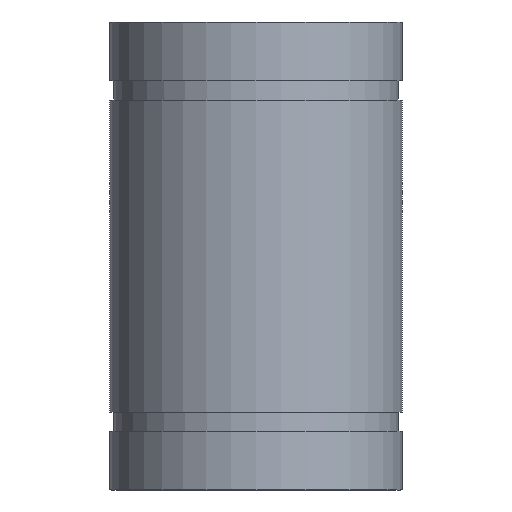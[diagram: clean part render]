
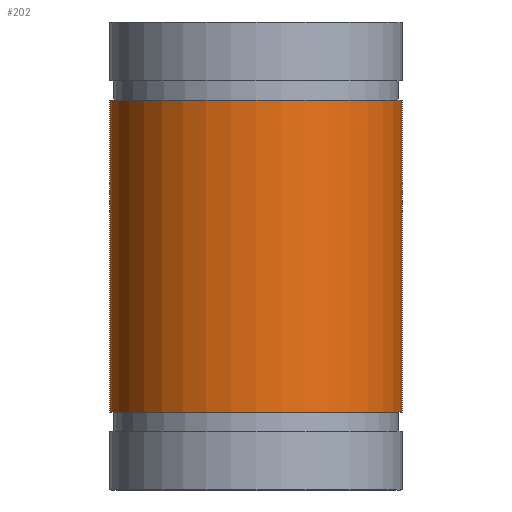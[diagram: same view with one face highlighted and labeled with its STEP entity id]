
A CAD part, front view. The second image highlights one B-rep face of the part: STEP entity #202.
In plain terms, the highlighted cylindrical face has radius 7.5 mm (diameter 15 mm), a partial arc.
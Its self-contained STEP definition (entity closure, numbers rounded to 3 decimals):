
#31 = CARTESIAN_POINT ( 'NONE',  ( 7.5, 0., 20. ) ) ;
#33 = CARTESIAN_POINT ( 'NONE',  ( 7.5, 0., 4. ) ) ;
#121 = DIRECTION ( 'NONE',  ( 0., 0., -1. ) ) ;
#126 = DIRECTION ( 'NONE',  ( 0., 0., -1. ) ) ;
#134 = FACE_OUTER_BOUND ( 'NONE', #1074, .T. ) ;
#146 = LINE ( 'NONE', #859, #208 ) ;
#172 = EDGE_CURVE ( 'NONE', #842, #199, #260, .T. ) ;
#190 = ORIENTED_EDGE ( 'NONE', *, *, #382, .F. ) ;
#199 = VERTEX_POINT ( 'NONE', #1128 ) ;
#202 = ADVANCED_FACE ( 'NONE', ( #134 ), #684, .T. ) ;
#208 = VECTOR ( 'NONE', #951, 1000. ) ;
#209 = DIRECTION ( 'NONE',  ( -1., 0., 0. ) ) ;
#213 = DIRECTION ( 'NONE',  ( -1., 0., 0. ) ) ;
#260 = CIRCLE ( 'NONE', #1145, 7.5 ) ;
#272 = DIRECTION ( 'NONE',  ( 0., 0., 1. ) ) ;
#318 = CARTESIAN_POINT ( 'NONE',  ( -7.5, 0., 20. ) ) ;
#336 = DIRECTION ( 'NONE',  ( 0., 0., -1. ) ) ;
#382 = EDGE_CURVE ( 'NONE', #546, #835, #581, .T. ) ;
#537 = EDGE_CURVE ( 'NONE', #546, #199, #146, .T. ) ;
#546 = VERTEX_POINT ( 'NONE', #318 ) ;
#581 = CIRCLE ( 'NONE', #1023, 7.5 ) ;
#644 = EDGE_CURVE ( 'NONE', #835, #842, #817, .T. ) ;
#684 = CYLINDRICAL_SURFACE ( 'NONE', #780, 7.5 ) ;
#687 = ORIENTED_EDGE ( 'NONE', *, *, #644, .F. ) ;
#714 = CARTESIAN_POINT ( 'NONE',  ( 0., 0., 20. ) ) ;
#780 = AXIS2_PLACEMENT_3D ( 'NONE', #848, #126, #209 ) ;
#817 = LINE ( 'NONE', #1161, #1029 ) ;
#835 = VERTEX_POINT ( 'NONE', #31 ) ;
#842 = VERTEX_POINT ( 'NONE', #33 ) ;
#844 = CARTESIAN_POINT ( 'NONE',  ( 0., 0., 4. ) ) ;
#848 = CARTESIAN_POINT ( 'NONE',  ( 0., 0., 24. ) ) ;
#850 = ORIENTED_EDGE ( 'NONE', *, *, #537, .T. ) ;
#859 = CARTESIAN_POINT ( 'NONE',  ( -7.5, 0., 24. ) ) ;
#951 = DIRECTION ( 'NONE',  ( 0., 0., -1. ) ) ;
#964 = ORIENTED_EDGE ( 'NONE', *, *, #172, .F. ) ;
#1023 = AXIS2_PLACEMENT_3D ( 'NONE', #714, #272, #1173 ) ;
#1029 = VECTOR ( 'NONE', #336, 1000. ) ;
#1074 = EDGE_LOOP ( 'NONE', ( #687, #190, #850, #964 ) ) ;
#1128 = CARTESIAN_POINT ( 'NONE',  ( -7.5, 0., 4. ) ) ;
#1145 = AXIS2_PLACEMENT_3D ( 'NONE', #844, #121, #213 ) ;
#1161 = CARTESIAN_POINT ( 'NONE',  ( 7.5, 0., 24. ) ) ;
#1173 = DIRECTION ( 'NONE',  ( 1., 0., 0. ) ) ;
